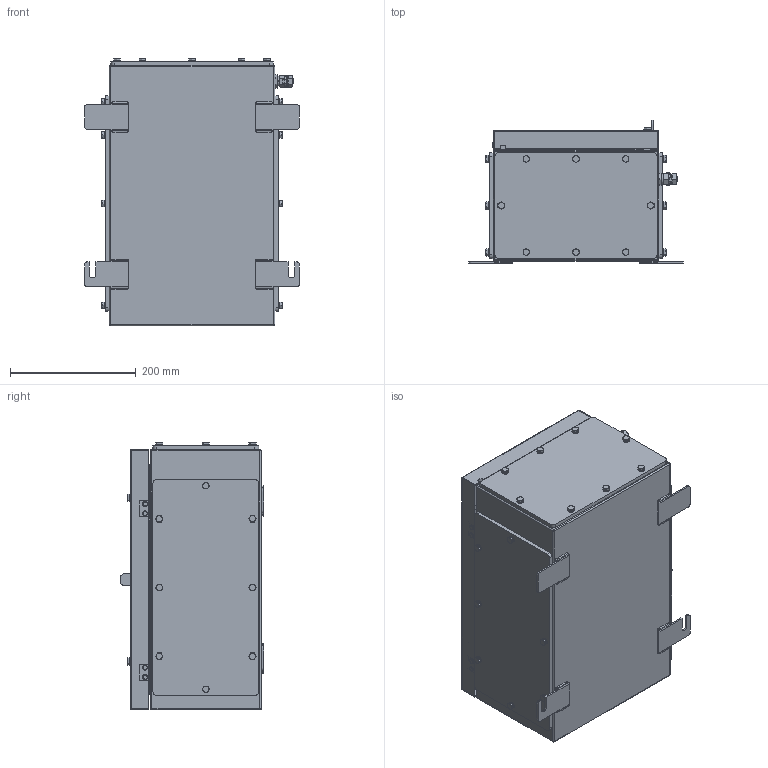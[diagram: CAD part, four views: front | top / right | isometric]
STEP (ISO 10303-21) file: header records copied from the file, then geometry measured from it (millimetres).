
FILE_DESCRIPTION(/* description */ (''),/* implementation_level */ '2;1');
FILE_NAME(/* name */ '920710_ZS3_3GP_210.stp',/* time_stamp */ '2023-07-24T22:05:23+06:00',/* author */ ('pradhakrishnan'),/* organization */ (''),/* preprocessor_version */ 'ST-DEVELOPER v18',/* originating_system */ 'Autodesk Inventor 2020',/* authorisation */ '');
FILE_SCHEMA (('AUTOMOTIVE_DESIGN { 1 0 10303 214 3 1 1 }'));
Length unit declared in the file: millimetre
Products named in the file (1): 920710_ZS3_3GP_210
Bounding box: 341.4 x 228 x 424.6 mm (x, y, z)
Volume: 22661467.4 mm3; surface area: 695832.6 mm2
Topology: 5 solids, 5 shells, 1206 faces, 3030 edges, 1905 vertices
Faces by surface type: plane 641, cylinder 328, cone 167, bspline 61, torus 5, sphere 4
Full cylindrical faces by diameter (mm): 5.459 x24, 6.05 x2, 7.9 x2, 8 x4, 8.7 x26, 10 x4, 12.5 x2, 16 x1
Entity records: 38783 total; most frequent: CARTESIAN_POINT 9146, ORIENTED_EDGE 6080, DIRECTION 5839, EDGE_CURVE 3040, AXIS2_PLACEMENT_3D 2177, VERTEX_POINT 1921, LINE 1485, VECTOR 1485
